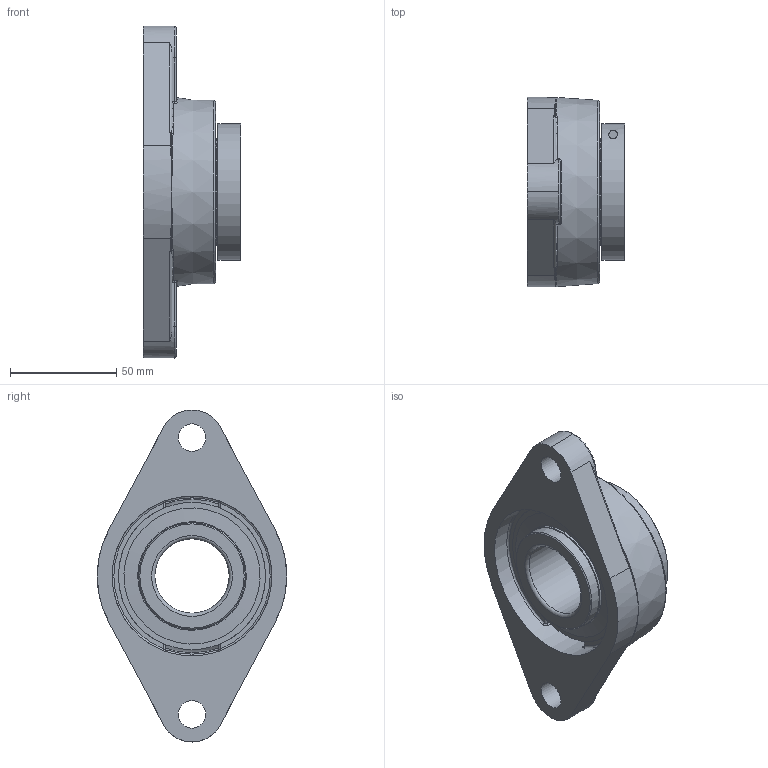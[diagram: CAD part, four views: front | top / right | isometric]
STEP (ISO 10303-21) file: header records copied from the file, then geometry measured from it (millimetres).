
FILE_DESCRIPTION(('HOOPS Exchange Step'),'2;1');
FILE_NAME('export-C62D3E51-4A65-43F3-97BF-06C6AB9947B4.stp','2020-05-28T10:57:35-07:00',('dkerr'),('Alibre'),'HOOPS Exchange 2020.0','Alibre','Unknown authorisation');
FILE_SCHEMA( ('AP242_MANAGED_MODEL_BASED_3D_ENGINEERING_MIM_LF {1 0 10303 442 1 1 4 }') );
Length unit declared in the file: inch
Products named in the file (8): MRN SFTM L4L 207; MRN SUE 207-22 L4L (1.375) (Race); MRN SUE 207 L4L (Shield); MRN SUE 207 L4L (Ball); MRN SUE 207 L4L (Lock Ring); MRN SUE 207 L4L (Bolt); MRN SUE 207-22 L4L (1.375); MRN SUESFTM 207-22 L4L (1.375inch)
Assembly tree (8 placements, depth 3):
  MRN SUESFTM 207-22 L4L (1.375inch)
    MRN SFTM L4L 207
    MRN SUE 207-22 L4L (1.375)
      MRN SUE 207-22 L4L (1.375) (Race)
      MRN SUE 207 L4L (Shield)  x2
      MRN SUE 207 L4L (Ball)
      MRN SUE 207 L4L (Lock Ring)
      MRN SUE 207 L4L (Bolt)
Bounding box: 45.9 x 89 x 156 mm (x, y, z)
Volume: 178114.4 mm3; surface area: 70888.2 mm2
Topology: 16 solids, 16 shells, 250 faces, 682 edges, 441 vertices
Faces by surface type: plane 73, cylinder 63, bspline 34, torus 33, cone 31, sphere 16
Full cylindrical faces by diameter (mm): 4.134 x1, 4.137 x1, 5.8 x1, 8.5 x1, 13 x2, 34.925 x1, 50 x4, 51.016 x2, 62 x2, 64 x2, 73.166 x1, 75.166 x1, 80.35 x1
Entity records: 14923 total; most frequent: CARTESIAN_POINT 8774, ORIENTED_EDGE 1268, DIRECTION 1235, EDGE_CURVE 634, AXIS2_PLACEMENT_3D 518, VERTEX_POINT 427, CIRCLE 285, EDGE_LOOP 265
